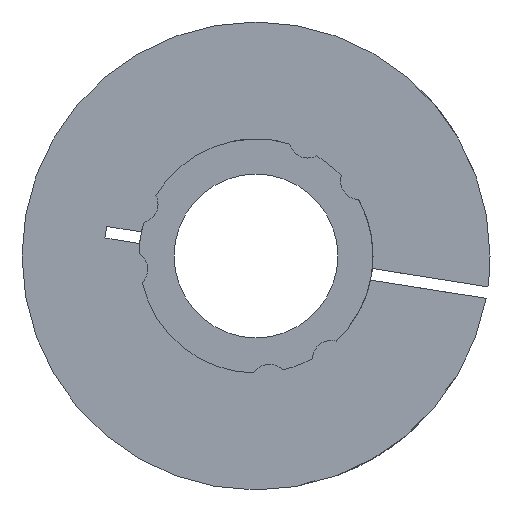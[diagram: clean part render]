
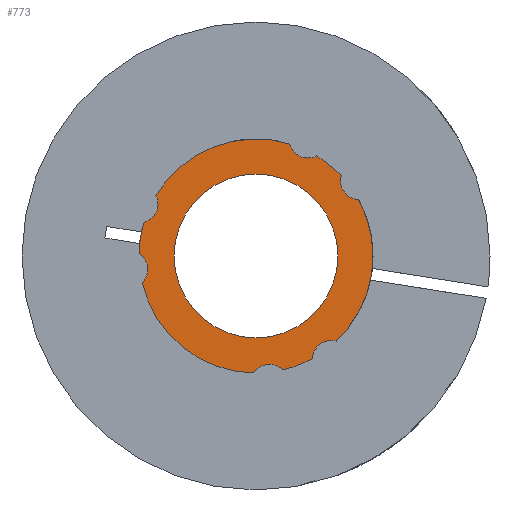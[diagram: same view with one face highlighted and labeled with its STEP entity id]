
A CAD part, front view. The second image highlights one B-rep face of the part: STEP entity #773.
In plain terms, the highlighted planar face has unit normal (0, -1, 0).
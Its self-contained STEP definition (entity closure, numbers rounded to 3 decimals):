
#20 = CARTESIAN_POINT ( 'NONE',  ( 2.893, 22.703, -540.428 ) ) ;
#47 = EDGE_CURVE ( 'NONE', #2399, #1324, #2215, .T. ) ;
#48 = ORIENTED_EDGE ( 'NONE', *, *, #1745, .T. ) ;
#78 = DIRECTION ( 'NONE',  ( 0., -1., 0. ) ) ;
#82 = CIRCLE ( 'NONE', #2533, 10. ) ;
#86 = CARTESIAN_POINT ( 'NONE',  ( 1.139, 22.703, -559.252 ) ) ;
#114 = CARTESIAN_POINT ( 'NONE',  ( 0., 22.703, -557. ) ) ;
#115 = CARTESIAN_POINT ( 'NONE',  ( 1.139, 22.703, -560.84 ) ) ;
#130 = ORIENTED_EDGE ( 'NONE', *, *, #2228, .T. ) ;
#154 = DIRECTION ( 'NONE',  ( 0., 0., -1. ) ) ;
#165 = DIRECTION ( 'NONE',  ( 0., 1., 0. ) ) ;
#191 = EDGE_CURVE ( 'NONE', #1092, #769, #1919, .T. ) ;
#195 = CARTESIAN_POINT ( 'NONE',  ( 0., 22.703, -550. ) ) ;
#196 = ORIENTED_EDGE ( 'NONE', *, *, #830, .T. ) ;
#218 = AXIS2_PLACEMENT_3D ( 'NONE', #2573, #1932, #1517 ) ;
#259 = EDGE_CURVE ( 'NONE', #2485, #2096, #2585, .T. ) ;
#264 = ORIENTED_EDGE ( 'NONE', *, *, #1094, .T. ) ;
#267 = DIRECTION ( 'NONE',  ( 0., 0., -1. ) ) ;
#281 = DIRECTION ( 'NONE',  ( 0., -1., 0. ) ) ;
#283 = EDGE_LOOP ( 'NONE', ( #2457, #1774 ) ) ;
#296 = DIRECTION ( 'NONE',  ( 0., 0., -1. ) ) ;
#322 = CARTESIAN_POINT ( 'NONE',  ( 4.82, 22.703, -558.762 ) ) ;
#332 = AXIS2_PLACEMENT_3D ( 'NONE', #1940, #1316, #1469 ) ;
#371 = DIRECTION ( 'NONE',  ( 0., 0., 1. ) ) ;
#373 = VERTEX_POINT ( 'NONE', #1221 ) ;
#382 = AXIS2_PLACEMENT_3D ( 'NONE', #1556, #2203, #154 ) ;
#409 = DIRECTION ( 'NONE',  ( 0., -1., 0. ) ) ;
#414 = DIRECTION ( 'NONE',  ( 0., 1., 0. ) ) ;
#445 = CARTESIAN_POINT ( 'NONE',  ( 0., 22.703, -550. ) ) ;
#468 = VERTEX_POINT ( 'NONE', #2240 ) ;
#527 = ORIENTED_EDGE ( 'NONE', *, *, #1619, .T. ) ;
#539 = EDGE_CURVE ( 'NONE', #1460, #1691, #1103, .T. ) ;
#540 = CARTESIAN_POINT ( 'NONE',  ( 0., 22.703, -550. ) ) ;
#547 = ORIENTED_EDGE ( 'NONE', *, *, #47, .T. ) ;
#576 = CARTESIAN_POINT ( 'NONE',  ( -5.42, 22.703, -550.57 ) ) ;
#578 = CARTESIAN_POINT ( 'NONE',  ( 6.407, 22.703, -558.818 ) ) ;
#623 = DIRECTION ( 'NONE',  ( 0., 0., -1. ) ) ;
#645 = CARTESIAN_POINT ( 'NONE',  ( 0., 22.703, -550. ) ) ;
#656 = DIRECTION ( 'NONE',  ( 0., -1., 0. ) ) ;
#726 = DIRECTION ( 'NONE',  ( 0., -1., 0. ) ) ;
#744 = CIRCLE ( 'NONE', #1928, 7. ) ;
#762 = AXIS2_PLACEMENT_3D ( 'NONE', #576, #1014, #2280 ) ;
#769 = VERTEX_POINT ( 'NONE', #2043 ) ;
#773 = ADVANCED_FACE ( 'NONE', ( #1405, #1248 ), #2486, .T. ) ;
#793 = ORIENTED_EDGE ( 'NONE', *, *, #539, .T. ) ;
#823 = CARTESIAN_POINT ( 'NONE',  ( 5.178, 22.703, -541.445 ) ) ;
#830 = EDGE_CURVE ( 'NONE', #373, #2485, #2437, .T. ) ;
#831 = VERTEX_POINT ( 'NONE', #20 ) ;
#863 = AXIS2_PLACEMENT_3D ( 'NONE', #1255, #414, #1269 ) ;
#866 = CIRCLE ( 'NONE', #1204, 1.588 ) ;
#884 = EDGE_CURVE ( 'NONE', #1324, #1548, #2652, .T. ) ;
#889 = CARTESIAN_POINT ( 'NONE',  ( 7.292, 22.703, -543.156 ) ) ;
#893 = DIRECTION ( 'NONE',  ( 0., 1., 0. ) ) ;
#909 = DIRECTION ( 'NONE',  ( 0., 0., -1. ) ) ;
#929 = ORIENTED_EDGE ( 'NONE', *, *, #884, .T. ) ;
#957 = CARTESIAN_POINT ( 'NONE',  ( -0.207, 22.703, -559.998 ) ) ;
#961 = AXIS2_PLACEMENT_3D ( 'NONE', #115, #2180, #2347 ) ;
#968 = CARTESIAN_POINT ( 'NONE',  ( 6.407, 22.703, -558.818 ) ) ;
#996 = CIRCLE ( 'NONE', #332, 1.588 ) ;
#1014 = DIRECTION ( 'NONE',  ( 0., -1., 0. ) ) ;
#1056 = EDGE_CURVE ( 'NONE', #1325, #1594, #744, .T. ) ;
#1065 = EDGE_CURVE ( 'NONE', #2096, #1460, #996, .T. ) ;
#1092 = VERTEX_POINT ( 'NONE', #322 ) ;
#1093 = DIRECTION ( 'NONE',  ( 0., 0., 1. ) ) ;
#1094 = EDGE_CURVE ( 'NONE', #1348, #1092, #82, .T. ) ;
#1101 = ORIENTED_EDGE ( 'NONE', *, *, #1884, .T. ) ;
#1103 = CIRCLE ( 'NONE', #218, 10. ) ;
#1105 = AXIS2_PLACEMENT_3D ( 'NONE', #2497, #1494, #2125 ) ;
#1109 = CIRCLE ( 'NONE', #2590, 1.588 ) ;
#1120 = AXIS2_PLACEMENT_3D ( 'NONE', #578, #165, #371 ) ;
#1152 = CIRCLE ( 'NONE', #1241, 10. ) ;
#1204 = AXIS2_PLACEMENT_3D ( 'NONE', #968, #1215, #2247 ) ;
#1215 = DIRECTION ( 'NONE',  ( 0., 1., 0. ) ) ;
#1221 = CARTESIAN_POINT ( 'NONE',  ( -8.555, 22.703, -544.822 ) ) ;
#1241 = AXIS2_PLACEMENT_3D ( 'NONE', #2114, #656, #267 ) ;
#1248 = FACE_OUTER_BOUND ( 'NONE', #1999, .T. ) ;
#1255 = CARTESIAN_POINT ( 'NONE',  ( 8.818, 22.703, -543.593 ) ) ;
#1258 = DIRECTION ( 'NONE',  ( 0., 0., -1. ) ) ;
#1263 = AXIS2_PLACEMENT_3D ( 'NONE', #2249, #2635, #1868 ) ;
#1269 = DIRECTION ( 'NONE',  ( 0., 0., 1. ) ) ;
#1286 = ORIENTED_EDGE ( 'NONE', *, *, #191, .T. ) ;
#1316 = DIRECTION ( 'NONE',  ( 0., 1., 0. ) ) ;
#1324 = VERTEX_POINT ( 'NONE', #889 ) ;
#1325 = VERTEX_POINT ( 'NONE', #114 ) ;
#1348 = VERTEX_POINT ( 'NONE', #1727 ) ;
#1405 = FACE_BOUND ( 'NONE', #283, .T. ) ;
#1420 = DIRECTION ( 'NONE',  ( 0., 0., -1. ) ) ;
#1452 = CIRCLE ( 'NONE', #2160, 10. ) ;
#1460 = VERTEX_POINT ( 'NONE', #2499 ) ;
#1469 = DIRECTION ( 'NONE',  ( 0., 0., 1. ) ) ;
#1486 = ORIENTED_EDGE ( 'NONE', *, *, #2313, .T. ) ;
#1494 = DIRECTION ( 'NONE',  ( 0., 1., 0. ) ) ;
#1517 = DIRECTION ( 'NONE',  ( 0., 0., -1. ) ) ;
#1548 = VERTEX_POINT ( 'NONE', #823 ) ;
#1556 = CARTESIAN_POINT ( 'NONE',  ( 0., 22.703, -550. ) ) ;
#1594 = VERTEX_POINT ( 'NONE', #2470 ) ;
#1605 = CARTESIAN_POINT ( 'NONE',  ( 8.762, 22.703, -545.18 ) ) ;
#1610 = ORIENTED_EDGE ( 'NONE', *, *, #1065, .T. ) ;
#1619 = EDGE_CURVE ( 'NONE', #769, #468, #866, .T. ) ;
#1681 = DIRECTION ( 'NONE',  ( 0., -1., 0. ) ) ;
#1691 = VERTEX_POINT ( 'NONE', #957 ) ;
#1723 = CIRCLE ( 'NONE', #1105, 1.588 ) ;
#1727 = CARTESIAN_POINT ( 'NONE',  ( 2.281, 22.703, -559.736 ) ) ;
#1745 = EDGE_CURVE ( 'NONE', #468, #2399, #1152, .T. ) ;
#1774 = ORIENTED_EDGE ( 'NONE', *, *, #2094, .F. ) ;
#1789 = ORIENTED_EDGE ( 'NONE', *, *, #2246, .T. ) ;
#1868 = DIRECTION ( 'NONE',  ( 0., 0., 1. ) ) ;
#1884 = EDGE_CURVE ( 'NONE', #1548, #831, #1109, .T. ) ;
#1919 = CIRCLE ( 'NONE', #1120, 1.588 ) ;
#1928 = AXIS2_PLACEMENT_3D ( 'NONE', #645, #281, #296 ) ;
#1932 = DIRECTION ( 'NONE',  ( 0., -1., 0. ) ) ;
#1940 = CARTESIAN_POINT ( 'NONE',  ( -10.84, 22.703, -551.139 ) ) ;
#1967 = AXIS2_PLACEMENT_3D ( 'NONE', #2459, #409, #1420 ) ;
#1999 = EDGE_LOOP ( 'NONE', ( #1101, #1789, #196, #2418, #1610, #793, #130, #1486, #264, #1286, #527, #48, #547, #929 ) ) ;
#2043 = CARTESIAN_POINT ( 'NONE',  ( 6.407, 22.703, -557.23 ) ) ;
#2046 = CIRCLE ( 'NONE', #2264, 7. ) ;
#2094 = EDGE_CURVE ( 'NONE', #1594, #1325, #2046, .T. ) ;
#2096 = VERTEX_POINT ( 'NONE', #2511 ) ;
#2106 = CIRCLE ( 'NONE', #961, 1.588 ) ;
#2114 = CARTESIAN_POINT ( 'NONE',  ( 0., 22.703, -550. ) ) ;
#2125 = DIRECTION ( 'NONE',  ( 0., 0., 1. ) ) ;
#2160 = AXIS2_PLACEMENT_3D ( 'NONE', #445, #1681, #1258 ) ;
#2180 = DIRECTION ( 'NONE',  ( 0., 1., 0. ) ) ;
#2203 = DIRECTION ( 'NONE',  ( 0., -1., 0. ) ) ;
#2215 = CIRCLE ( 'NONE', #863, 1.588 ) ;
#2228 = EDGE_CURVE ( 'NONE', #1691, #2632, #1723, .T. ) ;
#2240 = CARTESIAN_POINT ( 'NONE',  ( 6.844, 22.703, -557.292 ) ) ;
#2246 = EDGE_CURVE ( 'NONE', #831, #373, #1452, .T. ) ;
#2247 = DIRECTION ( 'NONE',  ( 0., 0., 1. ) ) ;
#2249 = CARTESIAN_POINT ( 'NONE',  ( -9.958, 22.703, -545.567 ) ) ;
#2264 = AXIS2_PLACEMENT_3D ( 'NONE', #195, #78, #623 ) ;
#2280 = DIRECTION ( 'NONE',  ( 0., 0., -1. ) ) ;
#2313 = EDGE_CURVE ( 'NONE', #2632, #1348, #2106, .T. ) ;
#2347 = DIRECTION ( 'NONE',  ( 0., 0., 1. ) ) ;
#2396 = CARTESIAN_POINT ( 'NONE',  ( 4.433, 22.703, -540.042 ) ) ;
#2399 = VERTEX_POINT ( 'NONE', #1605 ) ;
#2418 = ORIENTED_EDGE ( 'NONE', *, *, #259, .T. ) ;
#2425 = CARTESIAN_POINT ( 'NONE',  ( -9.572, 22.703, -547.107 ) ) ;
#2437 = CIRCLE ( 'NONE', #1263, 1.588 ) ;
#2457 = ORIENTED_EDGE ( 'NONE', *, *, #1056, .F. ) ;
#2459 = CARTESIAN_POINT ( 'NONE',  ( 0., 22.703, -550. ) ) ;
#2470 = CARTESIAN_POINT ( 'NONE',  ( 0., 22.703, -543. ) ) ;
#2485 = VERTEX_POINT ( 'NONE', #2425 ) ;
#2486 = PLANE ( 'NONE',  #762 ) ;
#2497 = CARTESIAN_POINT ( 'NONE',  ( 1.139, 22.703, -560.84 ) ) ;
#2499 = CARTESIAN_POINT ( 'NONE',  ( -9.736, 22.703, -552.281 ) ) ;
#2511 = CARTESIAN_POINT ( 'NONE',  ( -9.998, 22.703, -549.793 ) ) ;
#2533 = AXIS2_PLACEMENT_3D ( 'NONE', #540, #726, #909 ) ;
#2573 = CARTESIAN_POINT ( 'NONE',  ( 0., 22.703, -550. ) ) ;
#2585 = CIRCLE ( 'NONE', #382, 10. ) ;
#2590 = AXIS2_PLACEMENT_3D ( 'NONE', #2396, #893, #1093 ) ;
#2632 = VERTEX_POINT ( 'NONE', #86 ) ;
#2635 = DIRECTION ( 'NONE',  ( 0., 1., 0. ) ) ;
#2652 = CIRCLE ( 'NONE', #1967, 10. ) ;
